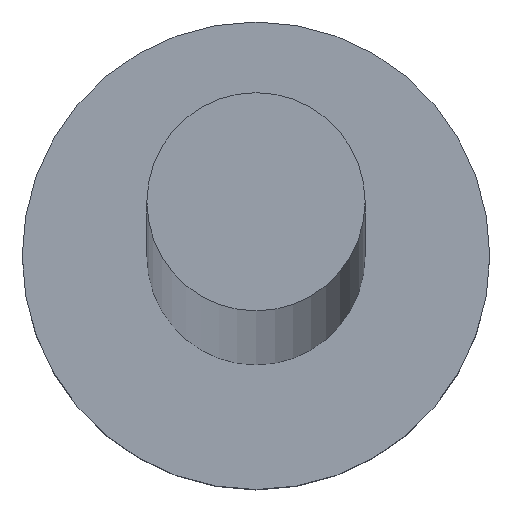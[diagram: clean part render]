
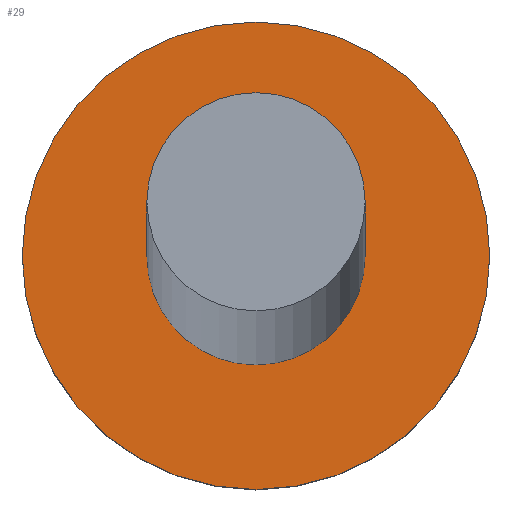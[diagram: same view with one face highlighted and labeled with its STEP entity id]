
A CAD part, top view. The second image highlights one B-rep face of the part: STEP entity #29.
In plain terms, the highlighted planar face has unit normal (0, 0, 1).
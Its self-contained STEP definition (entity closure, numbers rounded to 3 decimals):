
#2 = DIRECTION ( 'NONE',  ( 1., 0., 0. ) ) ;
#6 = DIRECTION ( 'NONE',  ( 0., 0., 1. ) ) ;
#7 = PLANE ( 'NONE',  #246 ) ;
#9 = DIRECTION ( 'NONE',  ( 0., 0., 1. ) ) ;
#20 = ORIENTED_EDGE ( 'NONE', *, *, #205, .F. ) ;
#26 = FACE_OUTER_BOUND ( 'NONE', #233, .T. ) ;
#29 = ADVANCED_FACE ( 'NONE', ( #173, #26 ), #7, .T. ) ;
#30 = CIRCLE ( 'NONE', #72, 0.7 ) ;
#35 = DIRECTION ( 'NONE',  ( 0., 0., 1. ) ) ;
#38 = CIRCLE ( 'NONE', #73, 1.5 ) ;
#40 = VERTEX_POINT ( 'NONE', #87 ) ;
#43 = EDGE_CURVE ( 'NONE', #40, #156, #135, .T. ) ;
#51 = AXIS2_PLACEMENT_3D ( 'NONE', #124, #6, #85 ) ;
#72 = AXIS2_PLACEMENT_3D ( 'NONE', #161, #121, #232 ) ;
#73 = AXIS2_PLACEMENT_3D ( 'NONE', #196, #35, #255 ) ;
#75 = ORIENTED_EDGE ( 'NONE', *, *, #93, .T. ) ;
#85 = DIRECTION ( 'NONE',  ( 1., 0., 0. ) ) ;
#87 = CARTESIAN_POINT ( 'NONE',  ( -1.5, 0., 1.5 ) ) ;
#93 = EDGE_CURVE ( 'NONE', #156, #40, #38, .T. ) ;
#96 = CARTESIAN_POINT ( 'NONE',  ( 0., 0., 1.5 ) ) ;
#121 = DIRECTION ( 'NONE',  ( 0., 0., 1. ) ) ;
#124 = CARTESIAN_POINT ( 'NONE',  ( 0., 0., 1.5 ) ) ;
#127 = DIRECTION ( 'NONE',  ( 0., 0., 1. ) ) ;
#131 = ORIENTED_EDGE ( 'NONE', *, *, #160, .F. ) ;
#135 = CIRCLE ( 'NONE', #51, 1.5 ) ;
#141 = CIRCLE ( 'NONE', #211, 0.7 ) ;
#156 = VERTEX_POINT ( 'NONE', #220 ) ;
#160 = EDGE_CURVE ( 'NONE', #187, #244, #141, .T. ) ;
#161 = CARTESIAN_POINT ( 'NONE',  ( 0., 0., 1.5 ) ) ;
#173 = FACE_BOUND ( 'NONE', #212, .T. ) ;
#176 = CARTESIAN_POINT ( 'NONE',  ( 0.7, 0., 1.5 ) ) ;
#185 = DIRECTION ( 'NONE',  ( 1., 0., 0. ) ) ;
#187 = VERTEX_POINT ( 'NONE', #176 ) ;
#192 = ORIENTED_EDGE ( 'NONE', *, *, #43, .T. ) ;
#196 = CARTESIAN_POINT ( 'NONE',  ( 0., 0., 1.5 ) ) ;
#205 = EDGE_CURVE ( 'NONE', #244, #187, #30, .T. ) ;
#211 = AXIS2_PLACEMENT_3D ( 'NONE', #96, #127, #2 ) ;
#212 = EDGE_LOOP ( 'NONE', ( #20, #131 ) ) ;
#220 = CARTESIAN_POINT ( 'NONE',  ( 1.5, 0., 1.5 ) ) ;
#223 = CARTESIAN_POINT ( 'NONE',  ( 0., 0., 1.5 ) ) ;
#232 = DIRECTION ( 'NONE',  ( 1., 0., 0. ) ) ;
#233 = EDGE_LOOP ( 'NONE', ( #192, #75 ) ) ;
#244 = VERTEX_POINT ( 'NONE', #252 ) ;
#246 = AXIS2_PLACEMENT_3D ( 'NONE', #223, #9, #185 ) ;
#252 = CARTESIAN_POINT ( 'NONE',  ( -0.7, 0., 1.5 ) ) ;
#255 = DIRECTION ( 'NONE',  ( 1., 0., 0. ) ) ;
